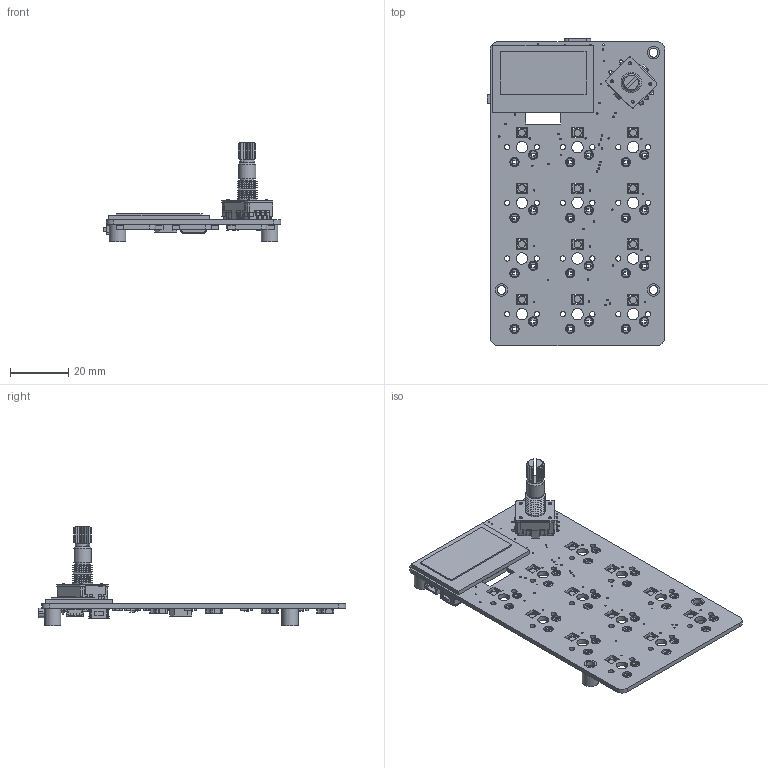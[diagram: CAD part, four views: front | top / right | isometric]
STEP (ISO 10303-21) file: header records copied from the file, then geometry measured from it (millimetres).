
FILE_DESCRIPTION(/* description */ (''),/* implementation_level */ '2;1');
FILE_NAME(/* name */ 'NeoKey MacroPad 2040 rev C v5.step',/* time_stamp */ '2021-06-29T13:23:01-04:00',/* author */ (''),/* organization */ (''),/* preprocessor_version */ 'ST-DEVELOPER v18.1',/* originating_system */ 'Autodesk Translation Framework v10.9.0.1377',/* authorisation */ '');
FILE_SCHEMA (('AUTOMOTIVE_DESIGN { 1 0 10303 214 3 1 1 }'));
Products named in the file (25): NeoKey MacroPad 2040 rev C; PCB Component; Board; SOCKET; 10uF; RED; AP2112K-3.3; 74HCT1G125DBV; GD25x16; 0.1uF; RP2040_QFN56; 12MHZ; TYPE C; PEC11; WS2812B_SK6812E; RA SW; STEMMA_I2C_QT; 1N4148; ZJY130-2864KSWLG22; 5.1K; 7.5mm SPK; PAM8301; standoffs; M3 SMT8mm; Switchces
Assembly tree (90 placements, depth 4):
  NeoKey MacroPad 2040 rev C
    PCB Component
      Board
      SOCKET  x12
      10uF  x9
      RED
      AP2112K-3.3
      74HCT1G125DBV
      GD25x16
      0.1uF  x33
      RP2040_QFN56
      12MHZ
      TYPE C
      PEC11
      WS2812B_SK6812E  x12
      RA SW
      STEMMA_I2C_QT
      1N4148
      ZJY130-2864KSWLG22
      5.1K  x2
      7.5mm SPK
      PAM8301
      standoffs
        M3 SMT8mm  x4
    Switchces
Bounding box: 60.75 x 105.25 x 34.07 mm (x, y, z)
Volume: 14026.5 mm3; surface area: 22597.1 mm2
Topology: 167 solids, 167 shells, 4290 faces, 10644 edges, 6766 vertices
Faces by surface type: plane 2969, cylinder 909, cone 276, torus 120, bspline 10, sphere 6
Full cylindrical faces by diameter (mm): 0.2 x1, 0.3 x1, 0.5 x90, 0.65 x2, 0.8 x14, 1 x11, 1.2 x1, 1.6 x1, 1.814 x24, 2.4 x12, 2.9 x12, 3 x20, 3.2 x24, 3.9 x12, 4.25 x8, 5 x1, 5.6 x4, 6 x1, 7 x1
Entity records: 64279 total; most frequent: CARTESIAN_POINT 11230, DIRECTION 10531, ORIENTED_EDGE 10506, EDGE_CURVE 5253, LINE 3945, VECTOR 3945, VERTEX_POINT 3385, AXIS2_PLACEMENT_3D 3293
